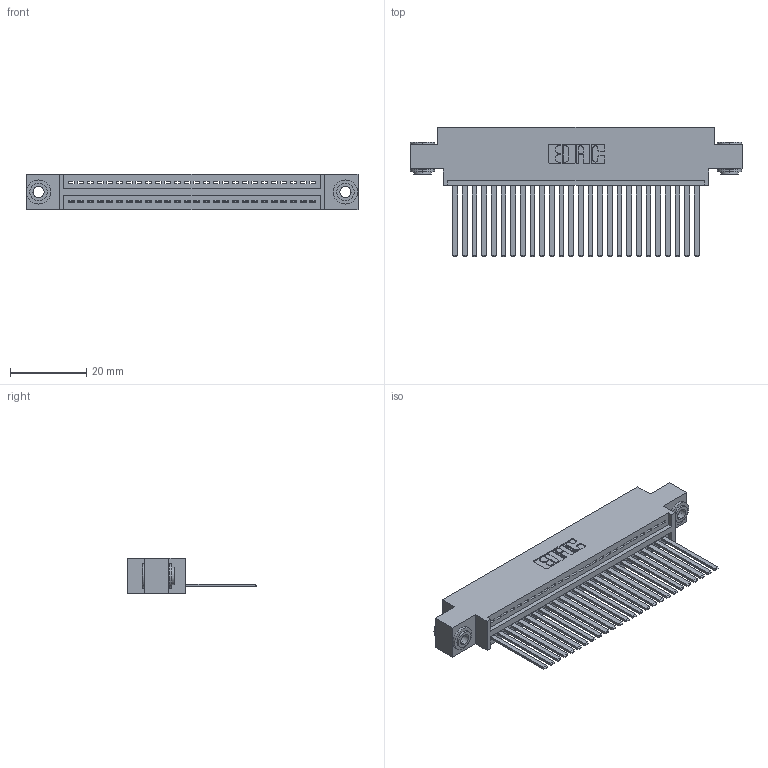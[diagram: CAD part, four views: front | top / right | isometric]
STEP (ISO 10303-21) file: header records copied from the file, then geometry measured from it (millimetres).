
FILE_DESCRIPTION (( 'STEP AP203' ), '1' );
FILE_NAME ('395-026-544-603.STEP', '2018-11-10T00:28:52', ( '' ), ( '' ), 'SwSTEP 2.0', 'SolidWorks 2016', '' );
FILE_SCHEMA (( 'CONFIG_CONTROL_DESIGN' ));
Length unit declared in the file: inch
Products named in the file (4): 345 Part_0.170 Offset - 0.156 Dia-TH; 345-250-002_345-250-002-102; 395-026-544-603; 345-292-001_345-293-144
Assembly tree (29 placements, depth 2):
  395-026-544-603
    345 Part_0.170 Offset - 0.156 Dia-TH
    345-292-001_345-293-144  x26
    345-250-002_345-250-002-102  x2
Bounding box: 87.25 x 33.96 x 9.4 mm (x, y, z)
Volume: 8363.1 mm3; surface area: 12141.3 mm2
Topology: 29 solids, 29 shells, 1520 faces, 4537 edges, 2986 vertices
Faces by surface type: plane 1030, cylinder 482, cone 8
Entity records: 22320 total; most frequent: CARTESIAN_POINT 3845, ORIENTED_EDGE 3798, DIRECTION 3409, EDGE_CURVE 1899, LINE 1643, VECTOR 1643, VERTEX_POINT 1262, AXIS2_PLACEMENT_3D 883
